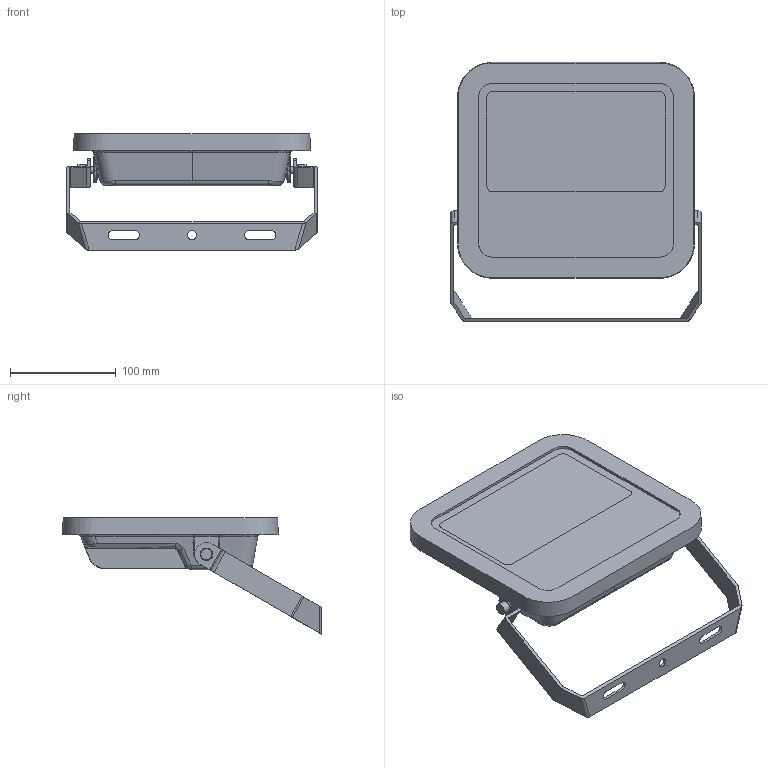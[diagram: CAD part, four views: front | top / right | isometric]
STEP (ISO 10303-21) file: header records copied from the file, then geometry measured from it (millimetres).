
FILE_DESCRIPTION (( 'STEP AP214' ), '1' );
FILE_NAME ('FL_G3_65W.STEP', '2023-04-28T08:54:39', ( '' ), ( '' ), 'SwSTEP 2.0', 'SolidWorks 2020', '' );
FILE_SCHEMA (( 'AUTOMOTIVE_DESIGN' ));
Length unit declared in the file: millimetre
Products named in the file (1): FL_G3_65W
Bounding box: 237 x 244.82 x 110.03 mm (x, y, z)
Volume: 1178252.4 mm3; surface area: 312007 mm2
Topology: 7 solids, 9 shells, 785 faces, 1977 edges, 1183 vertices
Faces by surface type: bspline 340, cylinder 270, plane 163, cone 8, torus 4
Full cylindrical faces by diameter (mm): 6.3 x2, 10.4 x2, 11.9 x2
Entity records: 47421 total; most frequent: CARTESIAN_POINT 22468, ORIENTED_EDGE 3864, DIRECTION 2734, EDGE_CURVE 1932, VERTEX_POINT 1181, AXIS2_PLACEMENT_3D 1028, EDGE_LOOP 815, UNCERTAINTY_MEASURE_WITH_UNIT 794
